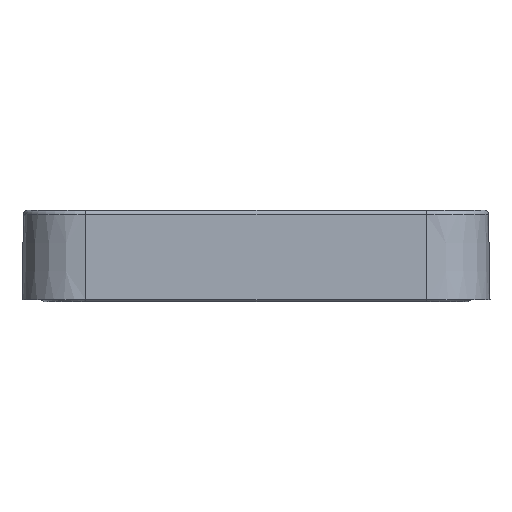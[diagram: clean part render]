
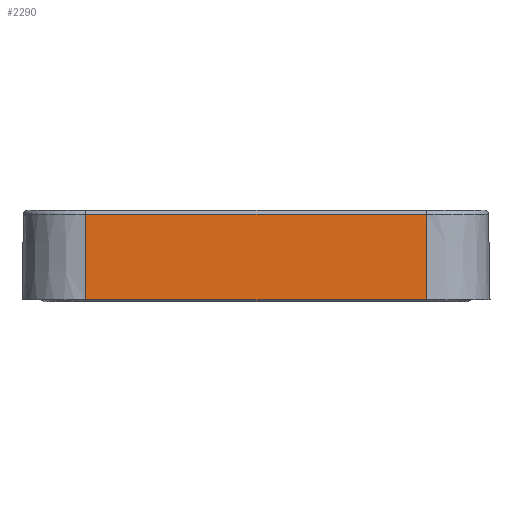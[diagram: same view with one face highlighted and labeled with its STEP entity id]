
A CAD part, left-side view. The second image highlights one B-rep face of the part: STEP entity #2290.
In plain terms, the highlighted planar face has unit normal (-1, 0, 0.018).
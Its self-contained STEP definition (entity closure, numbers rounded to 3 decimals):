
#145 = DIRECTION ( 'NONE',  ( 0.017, 0., 1. ) ) ;
#285 = ORIENTED_EDGE ( 'NONE', *, *, #5593, .T. ) ;
#373 = AXIS2_PLACEMENT_3D ( 'NONE', #4931, #1494, #5504 ) ;
#447 = ORIENTED_EDGE ( 'NONE', *, *, #1942, .F. ) ;
#640 = CARTESIAN_POINT ( 'NONE',  ( -75., -19., 0. ) ) ;
#803 = EDGE_CURVE ( 'NONE', #3212, #5997, #4647, .T. ) ;
#1051 = FACE_OUTER_BOUND ( 'NONE', #2797, .T. ) ;
#1112 = VECTOR ( 'NONE', #5302, 1000. ) ;
#1298 = CARTESIAN_POINT ( 'NONE',  ( -75.096, -19., -5.5 ) ) ;
#1494 = DIRECTION ( 'NONE',  ( -1., 0., 0.017 ) ) ;
#1576 = CARTESIAN_POINT ( 'NONE',  ( -75.096, 19., -5.5 ) ) ;
#1577 = DIRECTION ( 'NONE',  ( 0., 1., 0. ) ) ;
#1942 = EDGE_CURVE ( 'NONE', #3072, #5997, #5477, .T. ) ;
#2290 = ADVANCED_FACE ( 'NONE', ( #1051 ), #5481, .T. ) ;
#2797 = EDGE_LOOP ( 'NONE', ( #285, #6334, #447, #5045 ) ) ;
#2850 = CARTESIAN_POINT ( 'NONE',  ( -74.93, 19., 4.009 ) ) ;
#3072 = VERTEX_POINT ( 'NONE', #1576 ) ;
#3094 = VECTOR ( 'NONE', #1577, 1000. ) ;
#3212 = VERTEX_POINT ( 'NONE', #6653 ) ;
#3283 = CARTESIAN_POINT ( 'NONE',  ( -74.93, 19., 4.009 ) ) ;
#3367 = VERTEX_POINT ( 'NONE', #7295 ) ;
#3441 = LINE ( 'NONE', #1298, #1112 ) ;
#3961 = VECTOR ( 'NONE', #145, 1000. ) ;
#4647 = LINE ( 'NONE', #3283, #3094 ) ;
#4931 = CARTESIAN_POINT ( 'NONE',  ( -75., 19., 0. ) ) ;
#5045 = ORIENTED_EDGE ( 'NONE', *, *, #5725, .T. ) ;
#5302 = DIRECTION ( 'NONE',  ( 0., -1., 0. ) ) ;
#5477 = LINE ( 'NONE', #6435, #3961 ) ;
#5481 = PLANE ( 'NONE',  #373 ) ;
#5504 = DIRECTION ( 'NONE',  ( 0.017, 0., 1. ) ) ;
#5593 = EDGE_CURVE ( 'NONE', #3367, #3212, #7413, .T. ) ;
#5725 = EDGE_CURVE ( 'NONE', #3072, #3367, #3441, .T. ) ;
#5865 = VECTOR ( 'NONE', #6967, 1000. ) ;
#5997 = VERTEX_POINT ( 'NONE', #2850 ) ;
#6334 = ORIENTED_EDGE ( 'NONE', *, *, #803, .T. ) ;
#6435 = CARTESIAN_POINT ( 'NONE',  ( -75., 19., 0. ) ) ;
#6653 = CARTESIAN_POINT ( 'NONE',  ( -74.93, -19., 4.009 ) ) ;
#6967 = DIRECTION ( 'NONE',  ( 0.017, 0., 1. ) ) ;
#7295 = CARTESIAN_POINT ( 'NONE',  ( -75.096, -19., -5.5 ) ) ;
#7413 = LINE ( 'NONE', #640, #5865 ) ;
